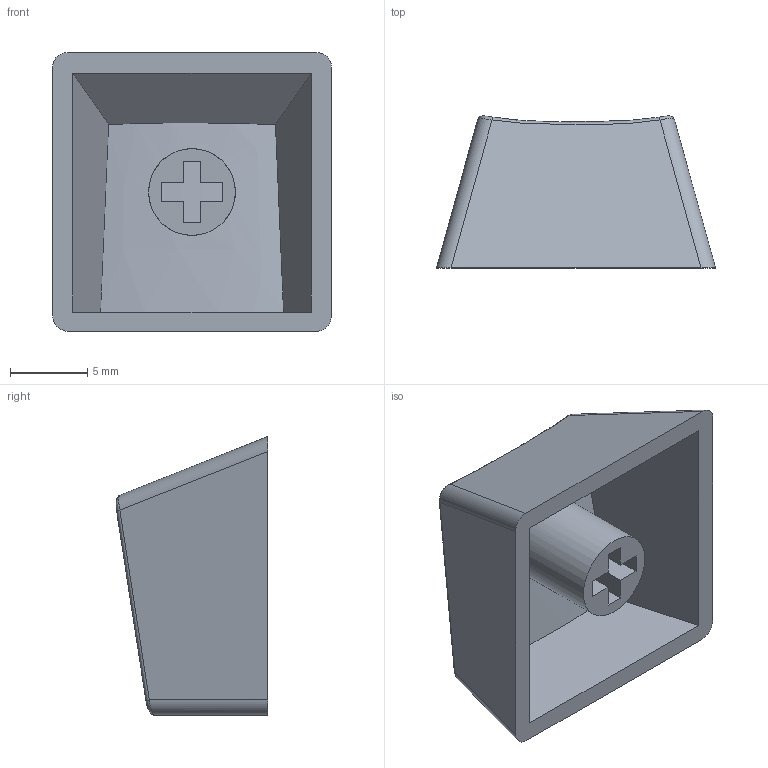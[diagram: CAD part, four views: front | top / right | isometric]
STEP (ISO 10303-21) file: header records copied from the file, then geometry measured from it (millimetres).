
FILE_DESCRIPTION(/* description */ (''),/* implementation_level */ '2;1');
FILE_NAME(/* name */ 'cherrymx-1U.step',/* time_stamp */ '2023-05-02T06:26:55+08:00',/* author */ (''),/* organization */ (''),/* preprocessor_version */ 'ST-DEVELOPER v19.2',/* originating_system */ 'Autodesk Translation Framework v12.4.0.73',/* authorisation */ '');
FILE_SCHEMA (('AUTOMOTIVE_DESIGN { 1 0 10303 214 3 1 1 }'));
Length unit declared in the file: millimetre
Products named in the file (1): 1x1 R1
Bounding box: 18 x 9.8 x 18 mm (x, y, z)
Volume: 936 mm3; surface area: 1631.3 mm2
Topology: 1 solids, 1 shells, 38 faces, 92 edges, 59 vertices
Faces by surface type: plane 22, bspline 11, cylinder 5
Full cylindrical faces by diameter (mm): 5.6 x1
Entity records: 1649 total; most frequent: CARTESIAN_POINT 796, ORIENTED_EDGE 184, DIRECTION 133, EDGE_CURVE 92, VERTEX_POINT 59, LINE 49, VECTOR 49, AXIS2_PLACEMENT_3D 42
